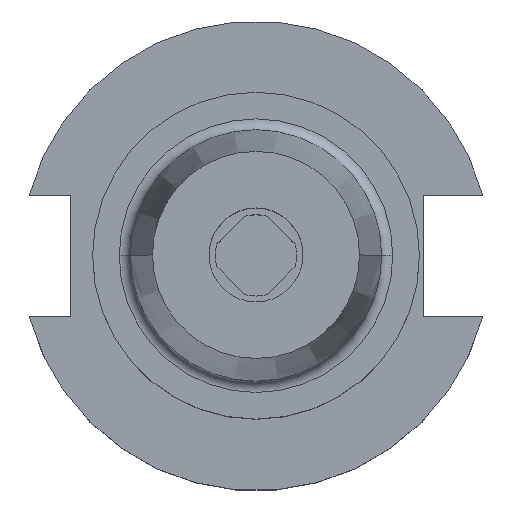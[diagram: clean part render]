
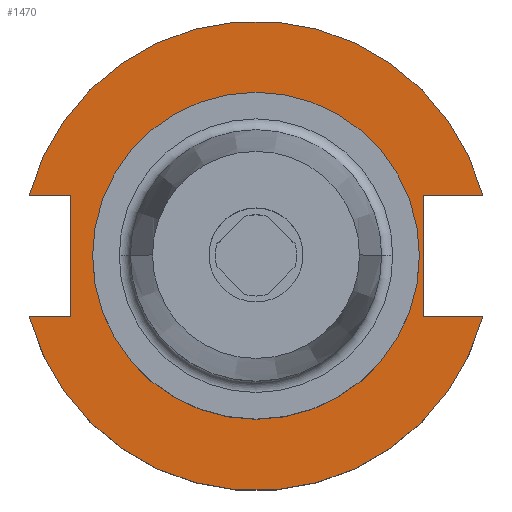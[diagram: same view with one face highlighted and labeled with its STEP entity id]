
A CAD part, top view. The second image highlights one B-rep face of the part: STEP entity #1470.
In plain terms, the highlighted planar face has unit normal (0, 0, 1).
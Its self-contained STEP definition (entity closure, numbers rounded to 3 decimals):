
#34 = CARTESIAN_POINT ( 'NONE',  ( 0., 22.1, 19.05 ) ) ;
#68 = FACE_BOUND ( 'NONE', #1015, .T. ) ;
#99 = AXIS2_PLACEMENT_3D ( 'NONE', #971, #399, #1428 ) ;
#113 = ORIENTED_EDGE ( 'NONE', *, *, #900, .T. ) ;
#121 = ORIENTED_EDGE ( 'NONE', *, *, #1262, .T. ) ;
#141 = VECTOR ( 'NONE', #1797, 1000. ) ;
#155 = AXIS2_PLACEMENT_3D ( 'NONE', #594, #907, #1520 ) ;
#180 = EDGE_CURVE ( 'NONE', #552, #1253, #956, .T. ) ;
#199 = AXIS2_PLACEMENT_3D ( 'NONE', #34, #269, #1999 ) ;
#207 = DIRECTION ( 'NONE',  ( 1., 0., 0. ) ) ;
#224 = DIRECTION ( 'NONE',  ( 0., 0., 1. ) ) ;
#269 = DIRECTION ( 'NONE',  ( 0., 0., -1. ) ) ;
#289 = VERTEX_POINT ( 'NONE', #1468 ) ;
#315 = VERTEX_POINT ( 'NONE', #1016 ) ;
#317 = CARTESIAN_POINT ( 'NONE',  ( -25.091, -8.191, 19.05 ) ) ;
#336 = FACE_OUTER_BOUND ( 'NONE', #1527, .T. ) ;
#346 = CIRCLE ( 'NONE', #1971, 31.75 ) ;
#367 = VECTOR ( 'NONE', #1066, 1000. ) ;
#390 = ORIENTED_EDGE ( 'NONE', *, *, #1418, .F. ) ;
#394 = CARTESIAN_POINT ( 'NONE',  ( -25.091, 8.191, 19.05 ) ) ;
#399 = DIRECTION ( 'NONE',  ( 0., 0., 1. ) ) ;
#456 = CIRCLE ( 'NONE', #155, 31.75 ) ;
#457 = EDGE_CURVE ( 'NONE', #714, #289, #456, .T. ) ;
#481 = DIRECTION ( 'NONE',  ( 0., 0., 1. ) ) ;
#532 = LINE ( 'NONE', #1429, #895 ) ;
#546 = VERTEX_POINT ( 'NONE', #317 ) ;
#552 = VERTEX_POINT ( 'NONE', #1550 ) ;
#594 = CARTESIAN_POINT ( 'NONE',  ( 0., 0., 19.05 ) ) ;
#610 = ORIENTED_EDGE ( 'NONE', *, *, #924, .T. ) ;
#629 = CARTESIAN_POINT ( 'NONE',  ( 22.606, 8.191, 19.05 ) ) ;
#676 = EDGE_CURVE ( 'NONE', #1249, #1125, #532, .T. ) ;
#687 = LINE ( 'NONE', #1312, #1878 ) ;
#714 = VERTEX_POINT ( 'NONE', #1740 ) ;
#740 = DIRECTION ( 'NONE',  ( 1., 0., 0. ) ) ;
#777 = CARTESIAN_POINT ( 'NONE',  ( 22.606, 22.1, 19.05 ) ) ;
#858 = ORIENTED_EDGE ( 'NONE', *, *, #180, .F. ) ;
#895 = VECTOR ( 'NONE', #1593, 1000. ) ;
#900 = EDGE_CURVE ( 'NONE', #1125, #546, #1174, .T. ) ;
#907 = DIRECTION ( 'NONE',  ( 0., 0., 1. ) ) ;
#914 = CIRCLE ( 'NONE', #99, 22.1 ) ;
#924 = EDGE_CURVE ( 'NONE', #1197, #1249, #346, .T. ) ;
#956 = CIRCLE ( 'NONE', #1539, 22.1 ) ;
#971 = CARTESIAN_POINT ( 'NONE',  ( 0., 0., 19.05 ) ) ;
#1015 = EDGE_LOOP ( 'NONE', ( #858, #1818 ) ) ;
#1016 = CARTESIAN_POINT ( 'NONE',  ( 22.606, -8.191, 19.05 ) ) ;
#1028 = CARTESIAN_POINT ( 'NONE',  ( 30.675, 8.191, 19.05 ) ) ;
#1066 = DIRECTION ( 'NONE',  ( 1., 0., 0. ) ) ;
#1074 = EDGE_CURVE ( 'NONE', #714, #546, #687, .T. ) ;
#1125 = VERTEX_POINT ( 'NONE', #1545 ) ;
#1174 = LINE ( 'NONE', #394, #1696 ) ;
#1197 = VERTEX_POINT ( 'NONE', #1028 ) ;
#1218 = ORIENTED_EDGE ( 'NONE', *, *, #676, .T. ) ;
#1249 = VERTEX_POINT ( 'NONE', #1918 ) ;
#1253 = VERTEX_POINT ( 'NONE', #1735 ) ;
#1262 = EDGE_CURVE ( 'NONE', #315, #1469, #1392, .T. ) ;
#1263 = PLANE ( 'NONE',  #199 ) ;
#1267 = ORIENTED_EDGE ( 'NONE', *, *, #1384, .F. ) ;
#1294 = CARTESIAN_POINT ( 'NONE',  ( 0., 8.191, 19.05 ) ) ;
#1312 = CARTESIAN_POINT ( 'NONE',  ( -61.091, -8.191, 19.05 ) ) ;
#1384 = EDGE_CURVE ( 'NONE', #315, #289, #1480, .T. ) ;
#1392 = LINE ( 'NONE', #777, #1880 ) ;
#1418 = EDGE_CURVE ( 'NONE', #1197, #1469, #1519, .T. ) ;
#1428 = DIRECTION ( 'NONE',  ( 1., 0., 0. ) ) ;
#1429 = CARTESIAN_POINT ( 'NONE',  ( -61.091, 8.191, 19.05 ) ) ;
#1451 = DIRECTION ( 'NONE',  ( 1., 0., 0. ) ) ;
#1468 = CARTESIAN_POINT ( 'NONE',  ( 30.675, -8.191, 19.05 ) ) ;
#1469 = VERTEX_POINT ( 'NONE', #629 ) ;
#1470 = ADVANCED_FACE ( 'NONE', ( #68, #336 ), #1263, .F. ) ;
#1480 = LINE ( 'NONE', #1913, #367 ) ;
#1519 = LINE ( 'NONE', #1294, #141 ) ;
#1520 = DIRECTION ( 'NONE',  ( 1., 0., 0. ) ) ;
#1523 = ORIENTED_EDGE ( 'NONE', *, *, #1074, .F. ) ;
#1527 = EDGE_LOOP ( 'NONE', ( #113, #1523, #1666, #1267, #121, #390, #610, #1218 ) ) ;
#1539 = AXIS2_PLACEMENT_3D ( 'NONE', #1753, #224, #1451 ) ;
#1545 = CARTESIAN_POINT ( 'NONE',  ( -25.091, 8.191, 19.05 ) ) ;
#1550 = CARTESIAN_POINT ( 'NONE',  ( 22.1, 0., 19.05 ) ) ;
#1593 = DIRECTION ( 'NONE',  ( 1., 0., 0. ) ) ;
#1649 = CARTESIAN_POINT ( 'NONE',  ( 0., 0., 19.05 ) ) ;
#1666 = ORIENTED_EDGE ( 'NONE', *, *, #457, .T. ) ;
#1696 = VECTOR ( 'NONE', #1769, 1000. ) ;
#1704 = DIRECTION ( 'NONE',  ( 0., 1., 0. ) ) ;
#1735 = CARTESIAN_POINT ( 'NONE',  ( -22.1, 0., 19.05 ) ) ;
#1740 = CARTESIAN_POINT ( 'NONE',  ( -30.675, -8.191, 19.05 ) ) ;
#1753 = CARTESIAN_POINT ( 'NONE',  ( 0., 0., 19.05 ) ) ;
#1769 = DIRECTION ( 'NONE',  ( 0., -1., 0. ) ) ;
#1790 = EDGE_CURVE ( 'NONE', #1253, #552, #914, .T. ) ;
#1797 = DIRECTION ( 'NONE',  ( -1., 0., 0. ) ) ;
#1818 = ORIENTED_EDGE ( 'NONE', *, *, #1790, .F. ) ;
#1878 = VECTOR ( 'NONE', #740, 1000. ) ;
#1880 = VECTOR ( 'NONE', #1704, 1000. ) ;
#1913 = CARTESIAN_POINT ( 'NONE',  ( 0., -8.191, 19.05 ) ) ;
#1918 = CARTESIAN_POINT ( 'NONE',  ( -30.675, 8.191, 19.05 ) ) ;
#1971 = AXIS2_PLACEMENT_3D ( 'NONE', #1649, #481, #207 ) ;
#1999 = DIRECTION ( 'NONE',  ( -1., 0., 0. ) ) ;
